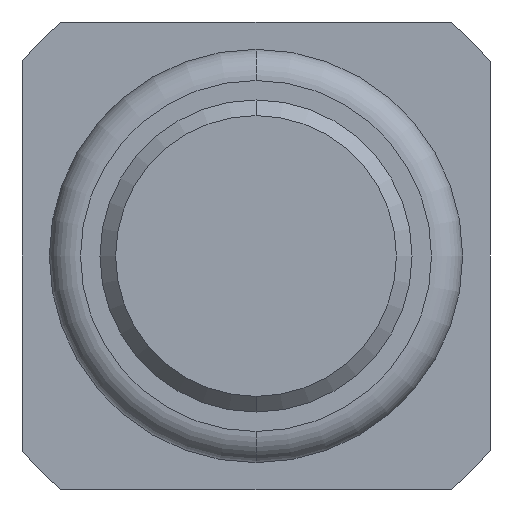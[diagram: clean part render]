
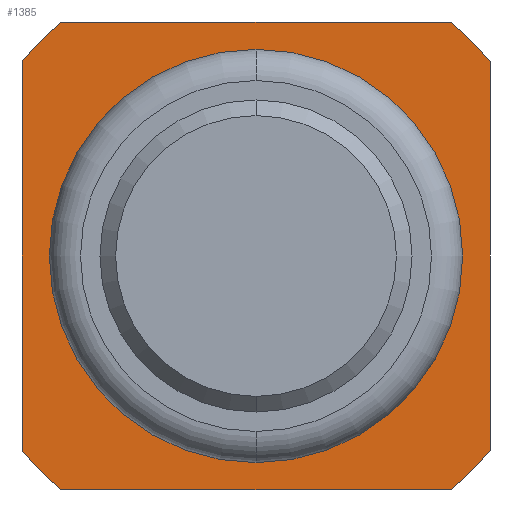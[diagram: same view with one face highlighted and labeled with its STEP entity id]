
A CAD part, front view. The second image highlights one B-rep face of the part: STEP entity #1385.
In plain terms, the highlighted planar face has unit normal (0, -1, 0).
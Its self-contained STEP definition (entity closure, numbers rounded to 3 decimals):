
#8 = AXIS2_PLACEMENT_3D ( 'NONE', #1216, #784, #1651 ) ;
#43 = ORIENTED_EDGE ( 'NONE', *, *, #1345, .F. ) ;
#143 = EDGE_CURVE ( 'Defeature ausgef�hrt2_75+Defeature ausgef�hrt2_63+Defeature ausgef�hrt2_67+Defeature ausgef�hrt2_66', #4373, #3423, #4274, .T. ) ;
#155 = PLANE ( 'NONE',  #3784 ) ;
#352 = CARTESIAN_POINT ( 'NONE',  ( 0., -2., 0. ) ) ;
#421 = CARTESIAN_POINT ( 'NONE',  ( 0., -2., 0. ) ) ;
#536 = FACE_OUTER_BOUND ( 'NONE', #2918, .T. ) ;
#687 = DIRECTION ( 'NONE',  ( 0., 0., 1. ) ) ;
#711 = CARTESIAN_POINT ( 'NONE',  ( 1.5, -2., 1.246 ) ) ;
#728 = VECTOR ( 'NONE', #1743, 1000. ) ;
#731 = DIRECTION ( 'NONE',  ( 0., 0., 1. ) ) ;
#751 = EDGE_CURVE ( 'Defeature ausgef�hrt2_63+Defeature ausgef�hrt2_71+Defeature ausgef�hrt2_71+Defeature ausgef�hrt2_71', #4485, #850, #1111, .T. ) ;
#784 = DIRECTION ( 'NONE',  ( 0., 1., 0. ) ) ;
#850 = VERTEX_POINT ( 'NONE', #4174 ) ;
#854 = VECTOR ( 'NONE', #4718, 1000. ) ;
#891 = EDGE_CURVE ( 'Defeature ausgef�hrt2_74+Defeature ausgef�hrt2_63+Defeature ausgef�hrt2_64+Defeature ausgef�hrt2_67', #3453, #1183, #981, .T. ) ;
#954 = ORIENTED_EDGE ( 'NONE', *, *, #1524, .F. ) ;
#958 = CIRCLE ( 'NONE', #5327, 1.95 ) ;
#981 = LINE ( 'NONE', #4229, #728 ) ;
#1079 = DIRECTION ( 'NONE',  ( 0., 1., 0. ) ) ;
#1087 = ORIENTED_EDGE ( 'NONE', *, *, #3487, .F. ) ;
#1111 = CIRCLE ( 'NONE', #3715, 1.325 ) ;
#1183 = VERTEX_POINT ( 'NONE', #1616 ) ;
#1216 = CARTESIAN_POINT ( 'NONE',  ( 0., -2., 0. ) ) ;
#1239 = FACE_BOUND ( 'NONE', #3843, .T. ) ;
#1297 = CIRCLE ( 'NONE', #1349, 1.95 ) ;
#1299 = VERTEX_POINT ( 'NONE', #3829 ) ;
#1338 = VECTOR ( 'NONE', #3346, 1000. ) ;
#1345 = EDGE_CURVE ( 'Defeature ausgef�hrt2_77+Defeature ausgef�hrt2_63+Defeature ausgef�hrt2_65+Defeature ausgef�hrt2_64', #2767, #2728, #1554, .T. ) ;
#1349 = AXIS2_PLACEMENT_3D ( 'NONE', #3150, #1079, #687 ) ;
#1385 = ADVANCED_FACE ( 'Defeature ausgef�hrt2_63', ( #1239, #536 ), #155, .F. ) ;
#1396 = CARTESIAN_POINT ( 'NONE',  ( -1.5, -2., 0. ) ) ;
#1524 = EDGE_CURVE ( 'Defeature ausgef�hrt2_64+Defeature ausgef�hrt2_63+Defeature ausgef�hrt2_77+Defeature ausgef�hrt2_74', #2728, #3453, #1297, .T. ) ;
#1552 = CARTESIAN_POINT ( 'NONE',  ( 1.5, -2., -1.246 ) ) ;
#1554 = LINE ( 'NONE', #3076, #854 ) ;
#1591 = DIRECTION ( 'NONE',  ( 0., 1., 0. ) ) ;
#1616 = CARTESIAN_POINT ( 'NONE',  ( -1.246, -2., -1.5 ) ) ;
#1651 = DIRECTION ( 'NONE',  ( 0., 0., 1. ) ) ;
#1658 = ORIENTED_EDGE ( 'NONE', *, *, #891, .F. ) ;
#1716 = DIRECTION ( 'NONE',  ( 0., 0., 1. ) ) ;
#1743 = DIRECTION ( 'NONE',  ( -1., 0., 0. ) ) ;
#1799 = CIRCLE ( 'NONE', #3754, 1.95 ) ;
#1904 = ORIENTED_EDGE ( 'NONE', *, *, #4589, .F. ) ;
#2004 = ORIENTED_EDGE ( 'NONE', *, *, #143, .F. ) ;
#2008 = DIRECTION ( 'NONE',  ( 0., 1., 0. ) ) ;
#2232 = CARTESIAN_POINT ( 'NONE',  ( 1.325, -2., 0. ) ) ;
#2246 = AXIS2_PLACEMENT_3D ( 'NONE', #2512, #3398, #1716 ) ;
#2467 = VECTOR ( 'NONE', #4292, 1000. ) ;
#2512 = CARTESIAN_POINT ( 'NONE',  ( 0., -2., 0. ) ) ;
#2728 = VERTEX_POINT ( 'NONE', #1552 ) ;
#2767 = VERTEX_POINT ( 'NONE', #711 ) ;
#2768 = DIRECTION ( 'NONE',  ( 0., 1., 0. ) ) ;
#2918 = EDGE_LOOP ( 'NONE', ( #43, #4164, #1904, #1087, #2004, #3580, #1658, #954 ) ) ;
#2954 = LINE ( 'NONE', #3329, #1338 ) ;
#3068 = EDGE_CURVE ( 'Defeature ausgef�hrt2_63+Defeature ausgef�hrt2_71+Defeature ausgef�hrt2_71+Defeature ausgef�hrt2_71', #850, #4485, #5020, .T. ) ;
#3076 = CARTESIAN_POINT ( 'NONE',  ( 1.5, -2., 0. ) ) ;
#3150 = CARTESIAN_POINT ( 'NONE',  ( 0., -2., 0. ) ) ;
#3230 = DIRECTION ( 'NONE',  ( 0., 0., 1. ) ) ;
#3329 = CARTESIAN_POINT ( 'NONE',  ( 1.325, -2., 1.5 ) ) ;
#3346 = DIRECTION ( 'NONE',  ( 1., 0., 0. ) ) ;
#3398 = DIRECTION ( 'NONE',  ( 0., 1., 0. ) ) ;
#3423 = VERTEX_POINT ( 'NONE', #3664 ) ;
#3453 = VERTEX_POINT ( 'NONE', #4095 ) ;
#3484 = DIRECTION ( 'NONE',  ( 0., 1., 0. ) ) ;
#3487 = EDGE_CURVE ( 'Defeature ausgef�hrt2_66+Defeature ausgef�hrt2_63+Defeature ausgef�hrt2_75+Defeature ausgef�hrt2_76', #3423, #3917, #958, .T. ) ;
#3580 = ORIENTED_EDGE ( 'NONE', *, *, #4565, .F. ) ;
#3664 = CARTESIAN_POINT ( 'NONE',  ( -1.5, -2., 1.246 ) ) ;
#3666 = ORIENTED_EDGE ( 'NONE', *, *, #751, .T. ) ;
#3715 = AXIS2_PLACEMENT_3D ( 'NONE', #421, #1591, #4554 ) ;
#3754 = AXIS2_PLACEMENT_3D ( 'NONE', #4487, #2768, #731 ) ;
#3784 = AXIS2_PLACEMENT_3D ( 'NONE', #2232, #3484, #4684 ) ;
#3799 = ORIENTED_EDGE ( 'NONE', *, *, #3068, .T. ) ;
#3829 = CARTESIAN_POINT ( 'NONE',  ( 1.246, -2., 1.5 ) ) ;
#3843 = EDGE_LOOP ( 'NONE', ( #3799, #3666 ) ) ;
#3917 = VERTEX_POINT ( 'NONE', #4692 ) ;
#3970 = CARTESIAN_POINT ( 'NONE',  ( -1.5, -2., -1.246 ) ) ;
#4095 = CARTESIAN_POINT ( 'NONE',  ( 1.246, -2., -1.5 ) ) ;
#4164 = ORIENTED_EDGE ( 'NONE', *, *, #4954, .F. ) ;
#4174 = CARTESIAN_POINT ( 'NONE',  ( 0., -2., 1.325 ) ) ;
#4229 = CARTESIAN_POINT ( 'NONE',  ( 1.325, -2., -1.5 ) ) ;
#4274 = LINE ( 'NONE', #1396, #2467 ) ;
#4292 = DIRECTION ( 'NONE',  ( 0., 0., 1. ) ) ;
#4373 = VERTEX_POINT ( 'NONE', #3970 ) ;
#4485 = VERTEX_POINT ( 'NONE', #5250 ) ;
#4487 = CARTESIAN_POINT ( 'NONE',  ( 0., -2., 0. ) ) ;
#4554 = DIRECTION ( 'NONE',  ( 0., 0., 1. ) ) ;
#4565 = EDGE_CURVE ( 'Defeature ausgef�hrt2_67+Defeature ausgef�hrt2_63+Defeature ausgef�hrt2_74+Defeature ausgef�hrt2_75', #1183, #4373, #5198, .T. ) ;
#4589 = EDGE_CURVE ( 'Defeature ausgef�hrt2_76+Defeature ausgef�hrt2_63+Defeature ausgef�hrt2_66+Defeature ausgef�hrt2_65', #3917, #1299, #2954, .T. ) ;
#4684 = DIRECTION ( 'NONE',  ( 0., 0., 1. ) ) ;
#4692 = CARTESIAN_POINT ( 'NONE',  ( -1.246, -2., 1.5 ) ) ;
#4718 = DIRECTION ( 'NONE',  ( 0., 0., -1. ) ) ;
#4954 = EDGE_CURVE ( 'Defeature ausgef�hrt2_65+Defeature ausgef�hrt2_63+Defeature ausgef�hrt2_76+Defeature ausgef�hrt2_77', #1299, #2767, #1799, .T. ) ;
#5020 = CIRCLE ( 'NONE', #8, 1.325 ) ;
#5198 = CIRCLE ( 'NONE', #2246, 1.95 ) ;
#5250 = CARTESIAN_POINT ( 'NONE',  ( 0., -2., -1.325 ) ) ;
#5327 = AXIS2_PLACEMENT_3D ( 'NONE', #352, #2008, #3230 ) ;
